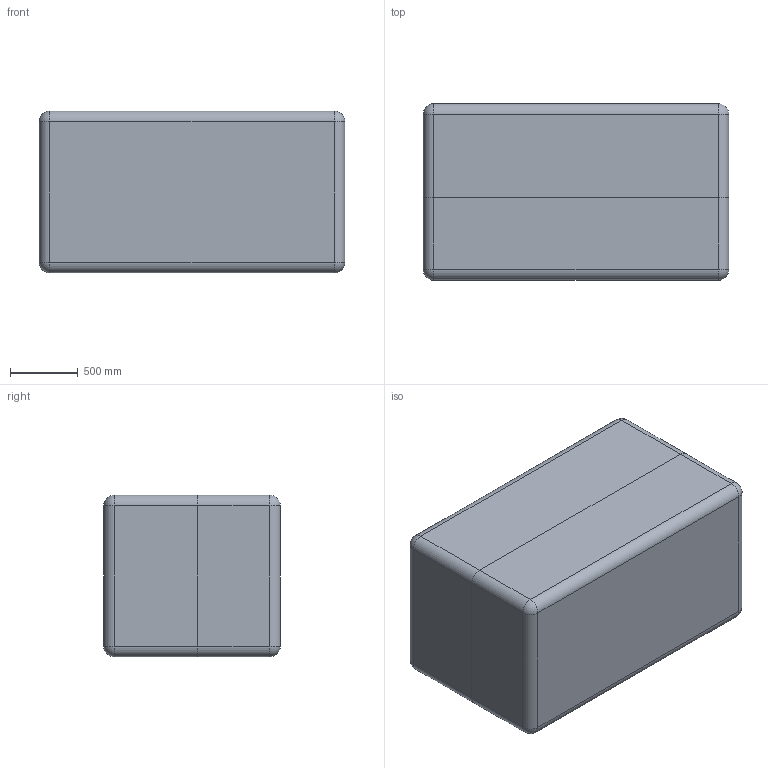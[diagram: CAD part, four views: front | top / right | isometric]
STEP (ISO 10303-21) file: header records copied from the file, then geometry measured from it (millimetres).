
FILE_DESCRIPTION (( 'STEP AP214' ), '1' );
FILE_NAME ('Òðàíñïîðòíûé êîíòåéíåð ÀÄÌÈÐÀË® ÏÐÎÔÅÑÑÈÎÍÀËÜÍÛÅ 263_óïðîùåííàÿ 3D-ìîäåëü.STEP', '2025-09-15T14:56:52', ( '' ), ( '' ), 'SwSTEP 2.0', 'SolidWorks 2021', '' );
FILE_SCHEMA (( 'AUTOMOTIVE_DESIGN' ));
Products named in the file (3): Òðàíñïîðòíûé êîíòåéíåð ÀÄÌÈÐÀË® ÏÐÎÔÅÑÑÈÎÍÀËÜÍÛÅ 263_óïðîùåííàÿ 3D-ìîäåëü; Base_263; Lid_263
Assembly tree (2 placements, depth 2):
  Òðàíñïîðòíûé êîíòåéíåð ÀÄÌÈÐÀË® ÏÐÎÔÅÑÑÈÎÍÀËÜÍÛÅ 263_óïðîùåííàÿ 3D-ìîäåëü
    Base_263
    Lid_263
Bounding box: 2261.22 x 1305.55 x 1197.6 mm (x, y, z)
Volume: 1008901903.7 mm3; surface area: 32264073.9 mm2
Topology: 2 solids, 3 shells, 4374 faces, 10344 edges, 5784 vertices
Faces by surface type: cylinder 1892, plane 1062, torus 608, bspline 560, sphere 232, cone 20
Entity records: 203070 total; most frequent: CARTESIAN_POINT 108127, ORIENTED_EDGE 20216, DIRECTION 20138, EDGE_CURVE 10108, AXIS2_PLACEMENT_3D 7787, VERTEX_POINT 5784, LINE 4564, VECTOR 4564
